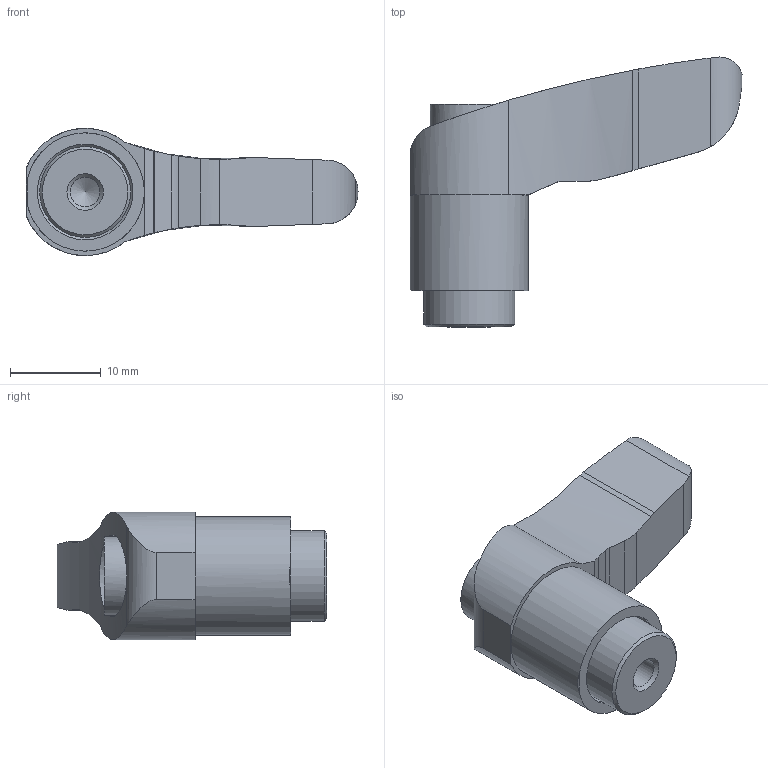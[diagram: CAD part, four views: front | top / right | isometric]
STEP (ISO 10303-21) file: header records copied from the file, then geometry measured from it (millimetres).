
FILE_DESCRIPTION( ( 'STEP AP214' ), '1' );
FILE_NAME( 'K0123.0042.stp', '2020-11-25T11:10:26', ( '' ), ( '' ), ' ', 'PARTsolutions', ' ' );
FILE_SCHEMA( ( 'AUTOMOTIVE_DESIGN { 1 0 10303 214 1 1 1 1 }' ) );
Length unit declared in the file: millimetre
Products named in the file (1): _K0123.0042
Bounding box: 36.5 x 29.67 x 14 mm (x, y, z)
Volume: 4607.7 mm3; surface area: 2652 mm2
Topology: 1 solids, 2 shells, 58 faces, 148 edges, 96 vertices
Faces by surface type: cylinder 37, plane 16, cone 5
Full cylindrical faces by diameter (mm): 3.242 x1, 5 x1, 8.6 x2, 10 x1, 10.5 x1, 13 x1
Entity records: 2364 total; most frequent: CARTESIAN_POINT 548, DIRECTION 280, ORIENTED_EDGE 264, EDGE_CURVE 132, AXIS2_PLACEMENT_3D 117, VERTEX_POINT 93, EDGE_LOOP 74, FACE_OUTER_BOUND 65
